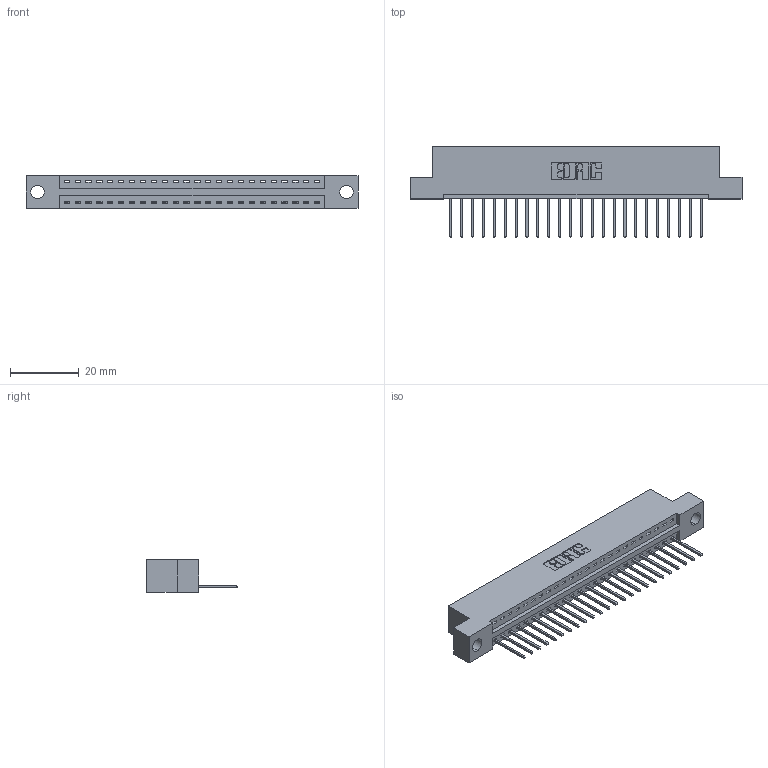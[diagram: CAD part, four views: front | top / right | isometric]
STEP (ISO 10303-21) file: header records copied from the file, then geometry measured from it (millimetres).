
FILE_DESCRIPTION (( 'STEP AP203' ), '1' );
FILE_NAME ('346-024-522-104.STEP', '2022-05-05T22:42:03', ( '' ), ( '' ), 'SwSTEP 2.0', 'SolidWorks 2020', '' );
FILE_SCHEMA (( 'CONFIG_CONTROL_DESIGN' ));
Length unit declared in the file: inch
Products named in the file (3): 346 Part_Flush Mounting Lugs - 0.156 Dia-TH; 345-292-001_345-293-122; 346-024-522-104
Assembly tree (25 placements, depth 2):
  346-024-522-104
    346 Part_Flush Mounting Lugs - 0.156 Dia-TH
    345-292-001_345-293-122  x24
Bounding box: 96.77 x 26.42 x 9.4 mm (x, y, z)
Volume: 9036.4 mm3; surface area: 11025.7 mm2
Topology: 25 solids, 25 shells, 1528 faces, 4589 edges, 3026 vertices
Faces by surface type: plane 1050, cylinder 478
Entity records: 17755 total; most frequent: CARTESIAN_POINT 3058, ORIENTED_EDGE 3014, DIRECTION 2719, EDGE_CURVE 1507, VECTOR 1279, LINE 1279, VERTEX_POINT 1002, AXIS2_PLACEMENT_3D 720
